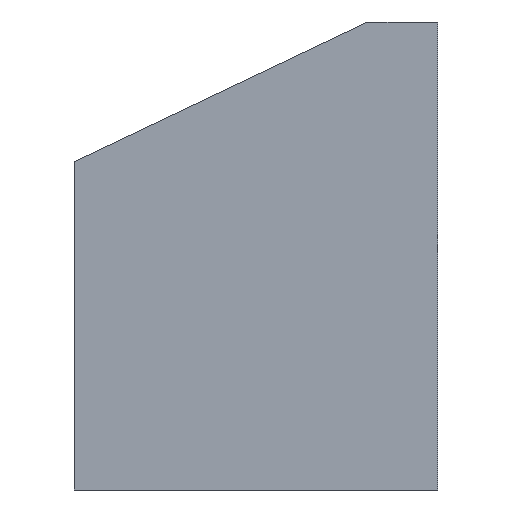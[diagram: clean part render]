
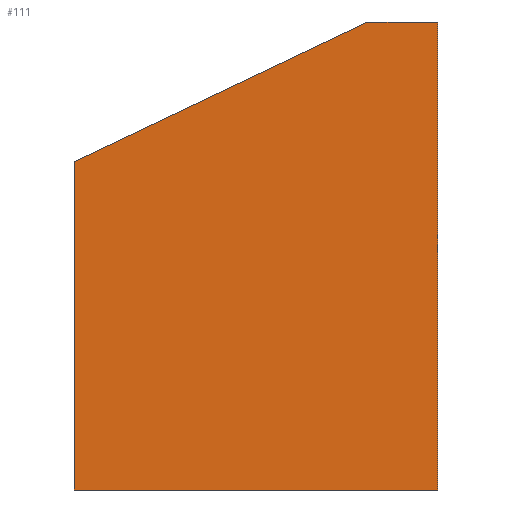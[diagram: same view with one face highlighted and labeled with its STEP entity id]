
A CAD part, left-side view. The second image highlights one B-rep face of the part: STEP entity #111.
In plain terms, the highlighted planar face has unit normal (-1, 0, 0).
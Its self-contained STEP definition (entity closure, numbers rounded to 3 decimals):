
#111=ADVANCED_FACE('',(#264),#266,.T.);
#264=FACE_BOUND('',#265,.T.);
#265=EDGE_LOOP('',(#369,#370,#371,#372,#373));
#266=PLANE('',#267);
#267=AXIS2_PLACEMENT_3D('',#268,#269,#270);
#268=CARTESIAN_POINT('',(-26.,26.,0.));
#269=DIRECTION('',(-1.,0.,0.));
#270=DIRECTION('',(0.,-1.,0.));
#369=ORIENTED_EDGE('',*,*,#436,.T.);
#370=ORIENTED_EDGE('',*,*,#421,.T.);
#371=ORIENTED_EDGE('',*,*,#442,.F.);
#372=ORIENTED_EDGE('',*,*,#443,.T.);
#373=ORIENTED_EDGE('',*,*,#444,.F.);
#421=EDGE_CURVE('',#460,#465,#467,.T.);
#436=EDGE_CURVE('',#493,#460,#496,.T.);
#442=EDGE_CURVE('',#503,#465,#505,.T.);
#443=EDGE_CURVE('',#503,#506,#507,.T.);
#444=EDGE_CURVE('',#493,#506,#508,.T.);
#460=VERTEX_POINT('',#530);
#465=VERTEX_POINT('',#539);
#467=LINE('',#543,#544);
#493=VERTEX_POINT('',#599);
#496=LINE('',#606,#607);
#503=VERTEX_POINT('',#623);
#505=LINE('',#627,#628);
#506=VERTEX_POINT('',#630);
#507=LINE('',#631,#632);
#508=LINE('',#634,#635);
#530=CARTESIAN_POINT('',(-26.,-26.,0.));
#539=CARTESIAN_POINT('',(-26.,-26.,67.));
#543=CARTESIAN_POINT('',(-26.,-26.,0.));
#544=VECTOR('',#545,1.);
#545=DIRECTION('',(0.,0.,1.));
#599=CARTESIAN_POINT('',(-26.,26.,0.));
#606=CARTESIAN_POINT('',(-26.,26.,0.));
#607=VECTOR('',#608,1.);
#608=DIRECTION('',(0.,-1.,0.));
#623=CARTESIAN_POINT('',(-26.,-16.,67.));
#627=CARTESIAN_POINT('',(-26.,-16.,67.));
#628=VECTOR('',#629,1.);
#629=DIRECTION('',(0.,-1.,0.));
#630=CARTESIAN_POINT('',(-26.,26.,47.));
#631=CARTESIAN_POINT('',(-26.,-16.,67.));
#632=VECTOR('',#633,1.);
#633=DIRECTION('',(0.,0.903,-0.43));
#634=CARTESIAN_POINT('',(-26.,26.,0.));
#635=VECTOR('',#636,1.);
#636=DIRECTION('',(0.,0.,1.));
